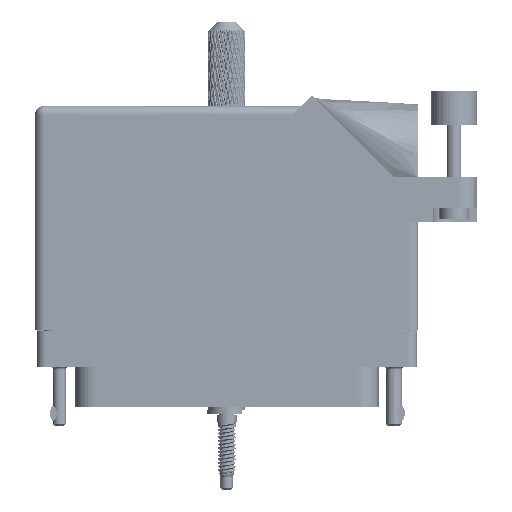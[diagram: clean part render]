
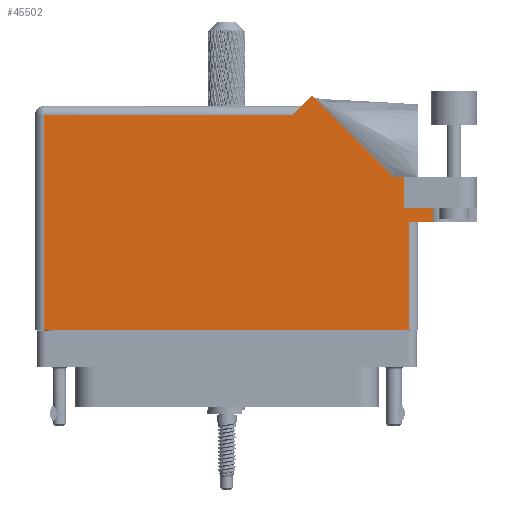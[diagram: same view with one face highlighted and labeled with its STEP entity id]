
A CAD part, front view. The second image highlights one B-rep face of the part: STEP entity #45502.
In plain terms, the highlighted face is planar.
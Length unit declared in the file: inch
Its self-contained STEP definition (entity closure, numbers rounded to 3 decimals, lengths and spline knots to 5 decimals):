
#156 = CARTESIAN_POINT ( 'NONE',  ( 1.206, 0.731, 0.455 ) ) ;
#490 = VECTOR ( 'NONE', #50466, 39.37008 ) ;
#2043 = LINE ( 'NONE', #16473, #101840 ) ;
#2122 = VERTEX_POINT ( 'NONE', #89374 ) ;
#5390 = ORIENTED_EDGE ( 'NONE', *, *, #70425, .T. ) ;
#5986 = LINE ( 'NONE', #122437, #81155 ) ;
#9643 = VECTOR ( 'NONE', #62679, 39.37008 ) ;
#13171 = ORIENTED_EDGE ( 'NONE', *, *, #125572, .T. ) ;
#15818 = DIRECTION ( 'NONE',  ( -1., 0., 0. ) ) ;
#16473 = CARTESIAN_POINT ( 'NONE',  ( -1.306, 1.368, 0.455 ) ) ;
#19104 = VERTEX_POINT ( 'NONE', #46183 ) ;
#19129 = LINE ( 'NONE', #51094, #25265 ) ;
#21900 = ORIENTED_EDGE ( 'NONE', *, *, #82440, .T. ) ;
#22587 = CARTESIAN_POINT ( 'NONE',  ( 1.206, 0.731, 0.455 ) ) ;
#22624 = CARTESIAN_POINT ( 'NONE',  ( 0.513, 1.43, 0.455 ) ) ;
#24049 = ORIENTED_EDGE ( 'NONE', *, *, #108416, .F. ) ;
#24483 = CARTESIAN_POINT ( 'NONE',  ( 1.306, 0.637, 0.455 ) ) ;
#24707 = ORIENTED_EDGE ( 'NONE', *, *, #80345, .T. ) ;
#25265 = VECTOR ( 'NONE', #112505, 39.37008 ) ;
#25945 = VECTOR ( 'NONE', #41481, 39.37008 ) ;
#30032 = VERTEX_POINT ( 'NONE', #110955 ) ;
#30462 = CARTESIAN_POINT ( 'NONE',  ( 1.4075, 0.637, 0.455 ) ) ;
#31123 = ORIENTED_EDGE ( 'NONE', *, *, #66980, .T. ) ;
#34837 = VECTOR ( 'NONE', #109099, 39.37008 ) ;
#35571 = VECTOR ( 'NONE', #86875, 39.37008 ) ;
#39048 = EDGE_CURVE ( 'NONE', #30032, #81366, #19129, .T. ) ;
#39219 = LINE ( 'NONE', #22624, #49851 ) ;
#39676 = EDGE_LOOP ( 'NONE', ( #94515, #21900, #31123, #24049, #55714, #73918, #13171, #5390, #106434, #125078, #24707 ) ) ;
#40579 = CARTESIAN_POINT ( 'NONE',  ( 1.244, 0.637, 0.455 ) ) ;
#41481 = DIRECTION ( 'NONE',  ( 1., 0., 0. ) ) ;
#45433 = DIRECTION ( 'NONE',  ( -0.707, 0.707, 0. ) ) ;
#45502 = ADVANCED_FACE ( 'NONE', ( #92771 ), #105525, .F. ) ;
#45810 = LINE ( 'NONE', #22587, #25945 ) ;
#46183 = CARTESIAN_POINT ( 'NONE',  ( -1.244, 1.368, 0.455 ) ) ;
#49851 = VECTOR ( 'NONE', #71081, 39.37008 ) ;
#50466 = DIRECTION ( 'NONE',  ( 0., -1., 0. ) ) ;
#51034 = AXIS2_PLACEMENT_3D ( 'NONE', #123129, #105092, #15818 ) ;
#51094 = CARTESIAN_POINT ( 'NONE',  ( -1.306, -0.1, 0.455 ) ) ;
#52304 = VERTEX_POINT ( 'NONE', #30462 ) ;
#52807 = EDGE_CURVE ( 'NONE', #102285, #74952, #39219, .T. ) ;
#53595 = CARTESIAN_POINT ( 'NONE',  ( 1.244, 0.637, 0.455 ) ) ;
#55246 = CARTESIAN_POINT ( 'NONE',  ( 1.14042, 0.944, 0.455 ) ) ;
#55714 = ORIENTED_EDGE ( 'NONE', *, *, #117896, .F. ) ;
#60294 = CARTESIAN_POINT ( 'NONE',  ( 1.244, -0.1, 0.455 ) ) ;
#60306 = CARTESIAN_POINT ( 'NONE',  ( 1.4075, 0.731, 0.455 ) ) ;
#60934 = LINE ( 'NONE', #156, #34837 ) ;
#61132 = DIRECTION ( 'NONE',  ( 0., -1., 0. ) ) ;
#61806 = LINE ( 'NONE', #53595, #9643 ) ;
#62679 = DIRECTION ( 'NONE',  ( 0., 1., 0. ) ) ;
#62838 = VERTEX_POINT ( 'NONE', #55246 ) ;
#62918 = CARTESIAN_POINT ( 'NONE',  ( 0.58371, 1.50071, 0.455 ) ) ;
#64162 = VERTEX_POINT ( 'NONE', #102865 ) ;
#66309 = LINE ( 'NONE', #24483, #101723 ) ;
#66980 = EDGE_CURVE ( 'NONE', #125406, #52304, #66309, .T. ) ;
#70425 = EDGE_CURVE ( 'NONE', #62838, #102285, #5986, .T. ) ;
#71081 = DIRECTION ( 'NONE',  ( -0.707, -0.707, 0. ) ) ;
#72521 = DIRECTION ( 'NONE',  ( 1., 0., 0. ) ) ;
#73918 = ORIENTED_EDGE ( 'NONE', *, *, #96001, .T. ) ;
#74952 = VERTEX_POINT ( 'NONE', #127018 ) ;
#80345 = EDGE_CURVE ( 'NONE', #19104, #30032, #80638, .T. ) ;
#80638 = LINE ( 'NONE', #110075, #83710 ) ;
#81155 = VECTOR ( 'NONE', #45433, 39.37008 ) ;
#81366 = VERTEX_POINT ( 'NONE', #60294 ) ;
#82119 = EDGE_CURVE ( 'NONE', #74952, #19104, #2043, .T. ) ;
#82440 = EDGE_CURVE ( 'NONE', #81366, #125406, #61806, .T. ) ;
#83710 = VECTOR ( 'NONE', #61132, 39.37008 ) ;
#86451 = CARTESIAN_POINT ( 'NONE',  ( 1.706, 0.944, 0.455 ) ) ;
#86875 = DIRECTION ( 'NONE',  ( -1., 0., 0. ) ) ;
#89374 = CARTESIAN_POINT ( 'NONE',  ( 1.206, 0.944, 0.455 ) ) ;
#90869 = CARTESIAN_POINT ( 'NONE',  ( 1.4075, 1.06177, 0.455 ) ) ;
#92771 = FACE_OUTER_BOUND ( 'NONE', #39676, .T. ) ;
#94515 = ORIENTED_EDGE ( 'NONE', *, *, #39048, .T. ) ;
#96001 = EDGE_CURVE ( 'NONE', #64162, #2122, #60934, .T. ) ;
#100309 = LINE ( 'NONE', #90869, #490 ) ;
#101723 = VECTOR ( 'NONE', #72521, 39.37008 ) ;
#101840 = VECTOR ( 'NONE', #124220, 39.37008 ) ;
#102285 = VERTEX_POINT ( 'NONE', #62918 ) ;
#102865 = CARTESIAN_POINT ( 'NONE',  ( 1.206, 0.731, 0.455 ) ) ;
#105092 = DIRECTION ( 'NONE',  ( 0., 0., -1. ) ) ;
#105390 = VERTEX_POINT ( 'NONE', #60306 ) ;
#105525 = PLANE ( 'NONE',  #51034 ) ;
#106434 = ORIENTED_EDGE ( 'NONE', *, *, #52807, .T. ) ;
#108416 = EDGE_CURVE ( 'NONE', #105390, #52304, #100309, .T. ) ;
#109099 = DIRECTION ( 'NONE',  ( 0., 1., 0. ) ) ;
#110075 = CARTESIAN_POINT ( 'NONE',  ( -1.244, -0.1, 0.455 ) ) ;
#110955 = CARTESIAN_POINT ( 'NONE',  ( -1.244, -0.1, 0.455 ) ) ;
#112505 = DIRECTION ( 'NONE',  ( 1., 0., 0. ) ) ;
#117896 = EDGE_CURVE ( 'NONE', #64162, #105390, #45810, .T. ) ;
#122437 = CARTESIAN_POINT ( 'NONE',  ( 1.14042, 0.944, 0.455 ) ) ;
#123129 = CARTESIAN_POINT ( 'NONE',  ( -1.306, 1.43, 0.455 ) ) ;
#123201 = LINE ( 'NONE', #86451, #35571 ) ;
#124220 = DIRECTION ( 'NONE',  ( -1., 0., 0. ) ) ;
#125078 = ORIENTED_EDGE ( 'NONE', *, *, #82119, .T. ) ;
#125406 = VERTEX_POINT ( 'NONE', #40579 ) ;
#125572 = EDGE_CURVE ( 'NONE', #2122, #62838, #123201, .T. ) ;
#127018 = CARTESIAN_POINT ( 'NONE',  ( 0.451, 1.368, 0.455 ) ) ;
